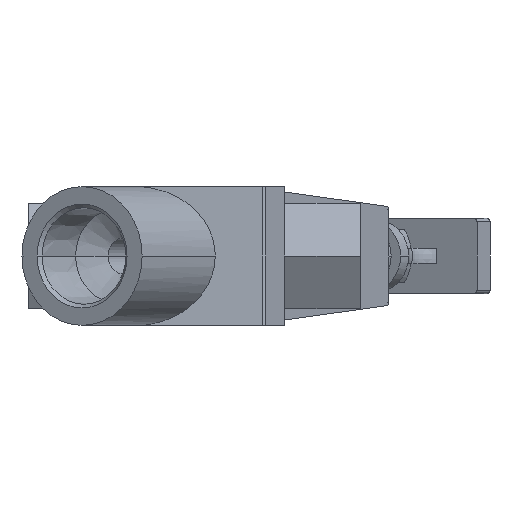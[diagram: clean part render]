
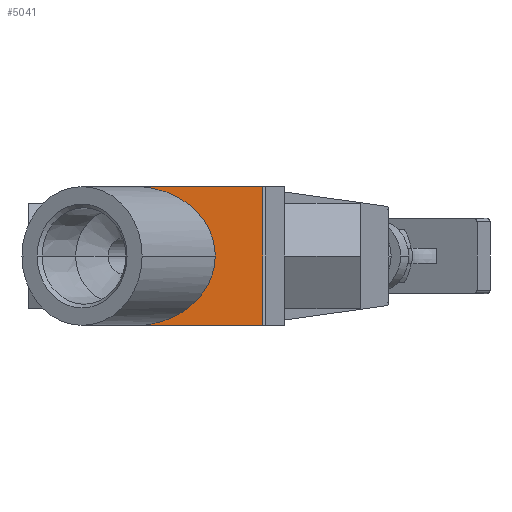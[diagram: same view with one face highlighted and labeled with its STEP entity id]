
A CAD part, front view. The second image highlights one B-rep face of the part: STEP entity #5041.
In plain terms, the highlighted planar face has unit normal (0, -1, 0).
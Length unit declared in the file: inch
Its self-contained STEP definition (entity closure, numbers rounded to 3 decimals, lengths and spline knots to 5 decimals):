
#107 = VERTEX_POINT ( 'NONE', #4988 ) ;
#136 = DIRECTION ( 'NONE',  ( 1., 0., 0. ) ) ;
#216 = CARTESIAN_POINT ( 'NONE',  ( 1.13536, -1.7, 1.15 ) ) ;
#332 = LINE ( 'NONE', #3630, #5307 ) ;
#373 = CARTESIAN_POINT ( 'NONE',  ( 0.30903, -1.7, 0.28045 ) ) ;
#374 = CARTESIAN_POINT ( 'NONE',  ( -0.17894, -1.7, -0.91956 ) ) ;
#480 = EDGE_CURVE ( 'NONE', #2578, #2322, #5032, .T. ) ;
#636 = EDGE_LOOP ( 'NONE', ( #2593, #5077, #5696, #3582, #4933 ) ) ;
#697 = VERTEX_POINT ( 'NONE', #1730 ) ;
#792 = DIRECTION ( 'NONE',  ( 0., 1., 0. ) ) ;
#824 = CARTESIAN_POINT ( 'NONE',  ( -0.65766, -1.7, 1.11763 ) ) ;
#846 = CARTESIAN_POINT ( 'NONE',  ( 0.34641, -1.7, 0.06776 ) ) ;
#848 = CARTESIAN_POINT ( 'NONE',  ( -0.41097, -1.7, -1.04124 ) ) ;
#1007 = DIRECTION ( 'NONE',  ( 0., 0., -1. ) ) ;
#1305 = CARTESIAN_POINT ( 'NONE',  ( -0.41097, -1.7, 1.04124 ) ) ;
#1306 = CARTESIAN_POINT ( 'NONE',  ( 0.34641, -1.7, -0.06776 ) ) ;
#1333 = CARTESIAN_POINT ( 'NONE',  ( -0.65766, -1.7, -1.11763 ) ) ;
#1372 = EDGE_CURVE ( 'NONE', #3701, #2322, #332, .T. ) ;
#1633 = B_SPLINE_CURVE_WITH_KNOTS ( 'NONE', 3,
 ( #1765, #4642, #3694, #824, #4186, #1305, #4684, #1811, #5162, #2301, #5647, #2760, #6130, #3257, #373, #3716, #846, #4213 ),
 .UNSPECIFIED., .F., .F.,
 ( 4, 2, 2, 2, 2, 2, 2, 2, 4 ),
 ( 0., 0.375, 0.75, 1.125, 1.5, 1.875, 2.25, 2.625, 3. ),
 .UNSPECIFIED. ) ;
#1730 = CARTESIAN_POINT ( 'NONE',  ( 0.34641, -1.7, 0. ) ) ;
#1742 = DIRECTION ( 'NONE',  ( 1., 0., 0. ) ) ;
#1765 = CARTESIAN_POINT ( 'NONE',  ( -0.9815, -1.7, 1.15 ) ) ;
#1811 = CARTESIAN_POINT ( 'NONE',  ( -0.17894, -1.7, 0.91956 ) ) ;
#1812 = CARTESIAN_POINT ( 'NONE',  ( 0.30903, -1.7, -0.28045 ) ) ;
#1838 = CARTESIAN_POINT ( 'NONE',  ( -0.90325, -1.7, -1.15 ) ) ;
#2065 = CARTESIAN_POINT ( 'NONE',  ( -1.1, -1.7, 1.15 ) ) ;
#2301 = CARTESIAN_POINT ( 'NONE',  ( 0.0223, -1.7, 0.75703 ) ) ;
#2302 = CARTESIAN_POINT ( 'NONE',  ( 0.22082, -1.7, -0.49409 ) ) ;
#2322 = VERTEX_POINT ( 'NONE', #6119 ) ;
#2473 = VECTOR ( 'NONE', #1007, 39.37008 ) ;
#2549 = LINE ( 'NONE', #2065, #6243 ) ;
#2578 = VERTEX_POINT ( 'NONE', #216 ) ;
#2593 = ORIENTED_EDGE ( 'NONE', *, *, #4341, .F. ) ;
#2737 = EDGE_CURVE ( 'NONE', #697, #3701, #6123, .T. ) ;
#2760 = CARTESIAN_POINT ( 'NONE',  ( 0.17959, -1.7, 0.56355 ) ) ;
#2761 = CARTESIAN_POINT ( 'NONE',  ( 0.08032, -1.7, -0.69504 ) ) ;
#3257 = CARTESIAN_POINT ( 'NONE',  ( 0.28553, -1.7, 0.35253 ) ) ;
#3259 = CARTESIAN_POINT ( 'NONE',  ( -0.10735, -1.7, -0.86931 ) ) ;
#3582 = ORIENTED_EDGE ( 'NONE', *, *, #1372, .T. ) ;
#3630 = CARTESIAN_POINT ( 'NONE',  ( -1.1, -1.7, -1.15 ) ) ;
#3664 = CARTESIAN_POINT ( 'NONE',  ( -1.1, -1.7, 1.15 ) ) ;
#3694 = CARTESIAN_POINT ( 'NONE',  ( -0.82207, -1.7, 1.14398 ) ) ;
#3695 = CARTESIAN_POINT ( 'NONE',  ( 0.34641, -1.7, 0. ) ) ;
#3701 = VERTEX_POINT ( 'NONE', #4289 ) ;
#3716 = CARTESIAN_POINT ( 'NONE',  ( 0.33945, -1.7, 0.13806 ) ) ;
#3718 = CARTESIAN_POINT ( 'NONE',  ( -0.33077, -1.7, -1.00553 ) ) ;
#3841 = CARTESIAN_POINT ( 'NONE',  ( 1.13536, -1.7, 1.15 ) ) ;
#4153 = DIRECTION ( 'NONE',  ( 0., 0., 1. ) ) ;
#4186 = CARTESIAN_POINT ( 'NONE',  ( -0.57443, -1.7, 1.09728 ) ) ;
#4213 = CARTESIAN_POINT ( 'NONE',  ( 0.34641, -1.7, 0. ) ) ;
#4214 = CARTESIAN_POINT ( 'NONE',  ( -0.57443, -1.7, -1.09728 ) ) ;
#4289 = CARTESIAN_POINT ( 'NONE',  ( -0.9815, -1.7, -1.15 ) ) ;
#4341 = EDGE_CURVE ( 'NONE', #107, #2578, #2549, .T. ) ;
#4518 = EDGE_CURVE ( 'NONE', #107, #697, #1633, .T. ) ;
#4612 = PLANE ( 'NONE',  #5278 ) ;
#4642 = CARTESIAN_POINT ( 'NONE',  ( -0.90325, -1.7, 1.15 ) ) ;
#4684 = CARTESIAN_POINT ( 'NONE',  ( -0.33077, -1.7, 1.00553 ) ) ;
#4686 = CARTESIAN_POINT ( 'NONE',  ( 0.33945, -1.7, -0.13806 ) ) ;
#4705 = CARTESIAN_POINT ( 'NONE',  ( -0.82207, -1.7, -1.14398 ) ) ;
#4933 = ORIENTED_EDGE ( 'NONE', *, *, #480, .F. ) ;
#4988 = CARTESIAN_POINT ( 'NONE',  ( -0.9815, -1.7, 1.15 ) ) ;
#4991 = FACE_OUTER_BOUND ( 'NONE', #636, .T. ) ;
#5032 = LINE ( 'NONE', #3841, #2473 ) ;
#5041 = ADVANCED_FACE ( 'NONE', ( #4991 ), #4612, .F. ) ;
#5077 = ORIENTED_EDGE ( 'NONE', *, *, #4518, .T. ) ;
#5162 = CARTESIAN_POINT ( 'NONE',  ( -0.10735, -1.7, 0.86931 ) ) ;
#5164 = CARTESIAN_POINT ( 'NONE',  ( 0.28553, -1.7, -0.35253 ) ) ;
#5187 = CARTESIAN_POINT ( 'NONE',  ( -0.9815, -1.7, -1.15 ) ) ;
#5278 = AXIS2_PLACEMENT_3D ( 'NONE', #3664, #792, #4153 ) ;
#5307 = VECTOR ( 'NONE', #1742, 39.37008 ) ;
#5647 = CARTESIAN_POINT ( 'NONE',  ( 0.08032, -1.7, 0.69504 ) ) ;
#5648 = CARTESIAN_POINT ( 'NONE',  ( 0.17959, -1.7, -0.56355 ) ) ;
#5696 = ORIENTED_EDGE ( 'NONE', *, *, #2737, .T. ) ;
#6119 = CARTESIAN_POINT ( 'NONE',  ( 1.13536, -1.7, -1.15 ) ) ;
#6123 = B_SPLINE_CURVE_WITH_KNOTS ( 'NONE', 3,
 ( #3695, #1306, #4686, #1812, #5164, #2302, #5648, #2761, #6132, #3259, #374, #3718, #848, #4214, #1333, #4705, #1838, #5187 ),
 .UNSPECIFIED., .F., .F.,
 ( 4, 2, 2, 2, 2, 2, 2, 2, 4 ),
 ( 0., 0.375, 0.75, 1.125, 1.5, 1.875, 2.25, 2.625, 3. ),
 .UNSPECIFIED. ) ;
#6130 = CARTESIAN_POINT ( 'NONE',  ( 0.22082, -1.7, 0.49409 ) ) ;
#6132 = CARTESIAN_POINT ( 'NONE',  ( 0.0223, -1.7, -0.75703 ) ) ;
#6243 = VECTOR ( 'NONE', #136, 39.37008 ) ;
